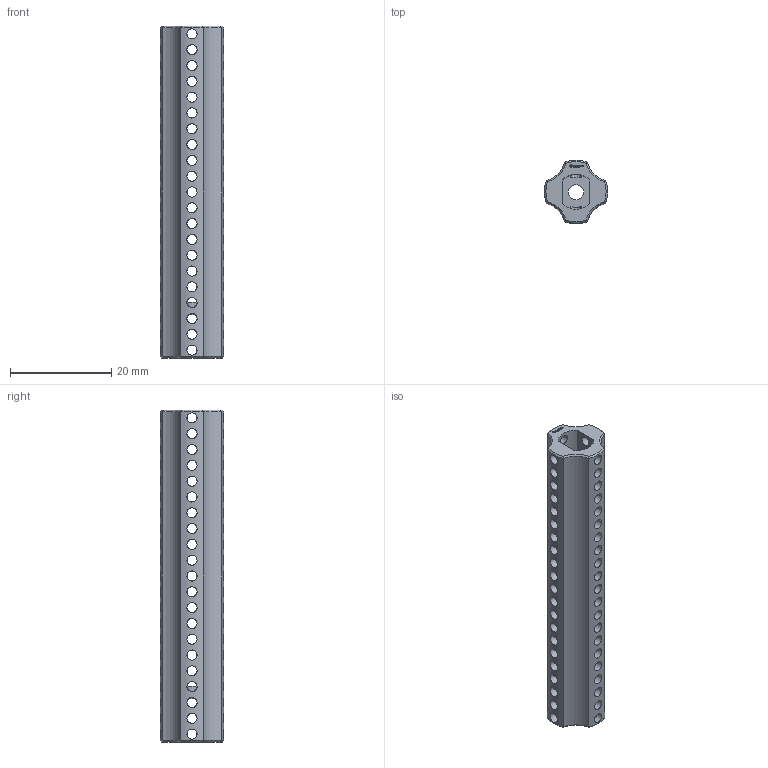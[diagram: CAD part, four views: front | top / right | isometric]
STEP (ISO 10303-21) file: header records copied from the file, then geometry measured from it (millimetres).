
FILE_DESCRIPTION(('FreeCAD Model'),'2;1');
FILE_NAME('Open CASCADE Shape Model','2024-06-16T00:59:13',(''),(''), 'Open CASCADE STEP processor 7.6','FreeCAD','Unknown');
FILE_SCHEMA(('AUTOMOTIVE_DESIGN { 1 0 10303 214 1 1 1 1 }'));
Length unit declared in the file: millimetre
Products named in the file (1): Power-Transmission Hub PLN IDX FXD TTMotor BU05.25 - SPN-PTH-0220 
(stemfie.org)
Bounding box: 12.5 x 12.5 x 65.62 mm (x, y, z)
Volume: 4053.6 mm3; surface area: 5306.2 mm2
Topology: 1 solids, 1 shells, 587 faces, 1719 edges, 1154 vertices
Faces by surface type: plane 314, extrusion 146, cylinder 105, cone 22
Full cylindrical faces by diameter (mm): 2 x84, 3 x1
Entity records: 27148 total; most frequent: CARTESIAN_POINT 12025, ORIENTED_EDGE 3438, DIRECTION 2383, EDGE_CURVE 1719, VECTOR 1237, VERTEX_POINT 1154, LINE 1091, FACE_BOUND 777
